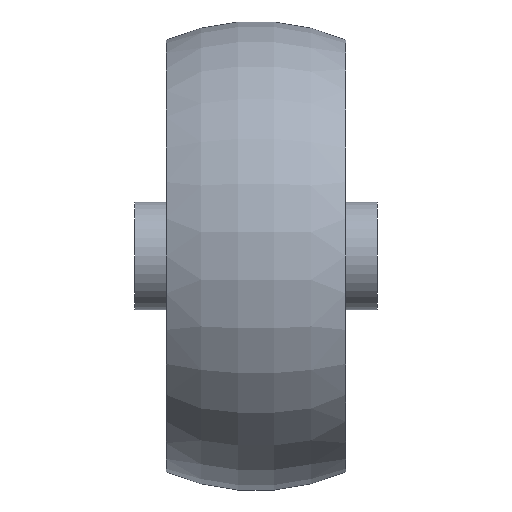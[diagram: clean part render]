
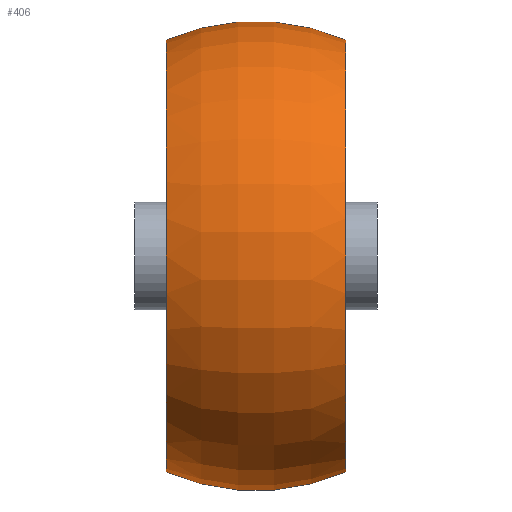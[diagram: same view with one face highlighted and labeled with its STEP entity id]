
A CAD part, front view. The second image highlights one B-rep face of the part: STEP entity #406.
In plain terms, the highlighted toroidal (fillet/blend) face has major radius 1.087 mm and minor radius 25 mm.
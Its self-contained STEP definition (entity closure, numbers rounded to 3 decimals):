
#4 = DIRECTION ( 'NONE',  ( -1., 0., 0. ) ) ;
#8 = CARTESIAN_POINT ( 'NONE',  ( 3.5, 0., -24. ) ) ;
#14 = CARTESIAN_POINT ( 'NONE',  ( 3.5, 0., 24. ) ) ;
#31 = EDGE_CURVE ( 'NONE', #418, #517, #441, .T. ) ;
#34 = DIRECTION ( 'NONE',  ( 0., 1., 0. ) ) ;
#39 = DIRECTION ( 'NONE',  ( -1., 0., 0. ) ) ;
#41 = TOROIDAL_SURFACE ( 'NONE', #510, 1.087, 25. ) ;
#73 = CARTESIAN_POINT ( 'NONE',  ( 13.5, 0., 0. ) ) ;
#89 = ORIENTED_EDGE ( 'NONE', *, *, #384, .F. ) ;
#93 = CARTESIAN_POINT ( 'NONE',  ( 23.5, 0., -24. ) ) ;
#110 = DIRECTION ( 'NONE',  ( 0., -1., 0. ) ) ;
#125 = ORIENTED_EDGE ( 'NONE', *, *, #752, .F. ) ;
#126 = VERTEX_POINT ( 'NONE', #8 ) ;
#135 = CIRCLE ( 'NONE', #585, 24. ) ;
#137 = AXIS2_PLACEMENT_3D ( 'NONE', #505, #34, #511 ) ;
#162 = EDGE_CURVE ( 'NONE', #713, #418, #135, .T. ) ;
#180 = DIRECTION ( 'NONE',  ( 0., 0., 1. ) ) ;
#192 = DIRECTION ( 'NONE',  ( 0., 0., 1. ) ) ;
#237 = CARTESIAN_POINT ( 'NONE',  ( 3.5, 0., 0. ) ) ;
#251 = CARTESIAN_POINT ( 'NONE',  ( 23.5, 0., 0. ) ) ;
#268 = CIRCLE ( 'NONE', #526, 24. ) ;
#278 = CIRCLE ( 'NONE', #137, 25. ) ;
#289 = DIRECTION ( 'NONE',  ( 0., 0., 1. ) ) ;
#304 = CARTESIAN_POINT ( 'NONE',  ( 23.5, 0., 24. ) ) ;
#350 = DIRECTION ( 'NONE',  ( 0., 0., -1. ) ) ;
#384 = EDGE_CURVE ( 'NONE', #126, #517, #268, .T. ) ;
#392 = ORIENTED_EDGE ( 'NONE', *, *, #162, .T. ) ;
#406 = ADVANCED_FACE ( 'NONE', ( #729 ), #41, .T. ) ;
#418 = VERTEX_POINT ( 'NONE', #304 ) ;
#435 = EDGE_LOOP ( 'NONE', ( #125, #392, #530, #89 ) ) ;
#441 = CIRCLE ( 'NONE', #689, 25. ) ;
#505 = CARTESIAN_POINT ( 'NONE',  ( 13.5, 0., -1.087 ) ) ;
#510 = AXIS2_PLACEMENT_3D ( 'NONE', #73, #39, #180 ) ;
#511 = DIRECTION ( 'NONE',  ( 0., 0., 1. ) ) ;
#517 = VERTEX_POINT ( 'NONE', #14 ) ;
#526 = AXIS2_PLACEMENT_3D ( 'NONE', #237, #4, #289 ) ;
#530 = ORIENTED_EDGE ( 'NONE', *, *, #31, .T. ) ;
#550 = DIRECTION ( 'NONE',  ( -1., 0., 0. ) ) ;
#585 = AXIS2_PLACEMENT_3D ( 'NONE', #251, #550, #192 ) ;
#655 = CARTESIAN_POINT ( 'NONE',  ( 13.5, 0., 1.087 ) ) ;
#689 = AXIS2_PLACEMENT_3D ( 'NONE', #655, #110, #350 ) ;
#713 = VERTEX_POINT ( 'NONE', #93 ) ;
#729 = FACE_OUTER_BOUND ( 'NONE', #435, .T. ) ;
#752 = EDGE_CURVE ( 'NONE', #713, #126, #278, .T. ) ;
